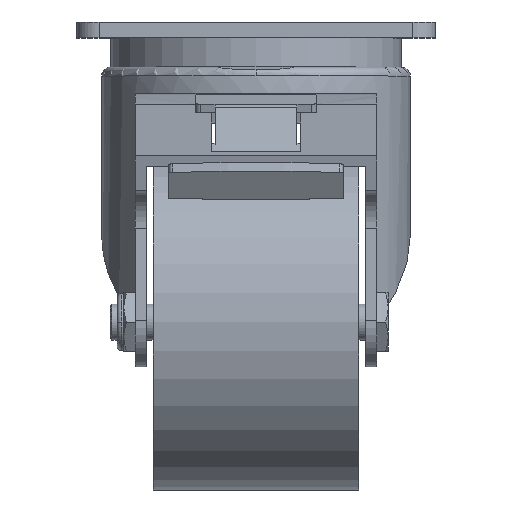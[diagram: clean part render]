
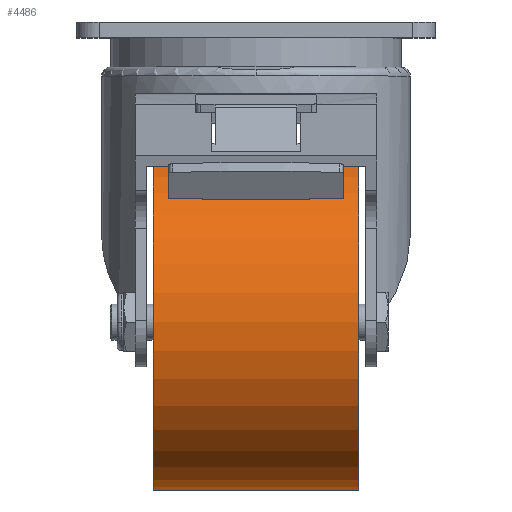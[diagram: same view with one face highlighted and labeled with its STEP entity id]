
A CAD part, top view. The second image highlights one B-rep face of the part: STEP entity #4486.
In plain terms, the highlighted cylindrical face has radius 37.5 mm (diameter 75 mm), a partial arc.
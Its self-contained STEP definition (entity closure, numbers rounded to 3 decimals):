
#3713=CARTESIAN_POINT('',(23.,-57.,37.5));
#3714=DIRECTION('',(1.,0.,0.));
#3715=DIRECTION('',(0.,1.,0.));
#3716=AXIS2_PLACEMENT_3D('',#3713,#3714,#3715);
#3718=DIRECTION('',(1.,0.,0.));
#3719=VECTOR('',#3718,46.);
#3720=CARTESIAN_POINT('',(-23.,-19.5,37.5));
#3721=LINE('',#3720,#3719);
#3722=DIRECTION('',(-1.,0.,0.));
#3723=VECTOR('',#3722,46.);
#3724=CARTESIAN_POINT('',(23.,-94.5,37.5));
#3725=LINE('',#3724,#3723);
#3731=CARTESIAN_POINT('',(-23.,-57.,37.5));
#3732=DIRECTION('',(1.,0.,0.));
#3733=DIRECTION('',(0.,1.,0.));
#3734=AXIS2_PLACEMENT_3D('',#3731,#3732,#3733);
#4410=CARTESIAN_POINT('',(-23.,-94.5,37.5));
#4411=CARTESIAN_POINT('',(-23.,-19.5,37.5));
#4412=VERTEX_POINT('',#4410);
#4413=VERTEX_POINT('',#4411);
#4414=CARTESIAN_POINT('',(23.,-94.5,37.5));
#4415=CARTESIAN_POINT('',(23.,-19.5,37.5));
#4416=VERTEX_POINT('',#4414);
#4417=VERTEX_POINT('',#4415);
#4474=CARTESIAN_POINT('',(-31.5,-57.,37.5));
#4475=DIRECTION('',(1.,0.,0.));
#4476=DIRECTION('',(0.,-1.,0.));
#4477=AXIS2_PLACEMENT_3D('',#4474,#4475,#4476);
#4478=CYLINDRICAL_SURFACE('',#4477,37.5);
#4479=ORIENTED_EDGE('',*,*,#4467,.T.);
#4480=ORIENTED_EDGE('',*,*,#4449,.T.);
#4481=ORIENTED_EDGE('',*,*,#4464,.T.);
#4483=ORIENTED_EDGE('',*,*,#4482,.F.);
#4484=EDGE_LOOP('',(#4479,#4480,#4481,#4483));
#4485=FACE_OUTER_BOUND('',#4484,.F.);
#4486=ADVANCED_FACE('',(#4485),#4478,.T.);
#3717=CIRCLE('',#3716,37.5);
#3735=CIRCLE('',#3734,37.5);
#4449=EDGE_CURVE('',#4417,#4416,#3717,.T.);
#4464=EDGE_CURVE('',#4416,#4412,#3725,.T.);
#4467=EDGE_CURVE('',#4413,#4417,#3721,.T.);
#4482=EDGE_CURVE('',#4413,#4412,#3735,.T.);
